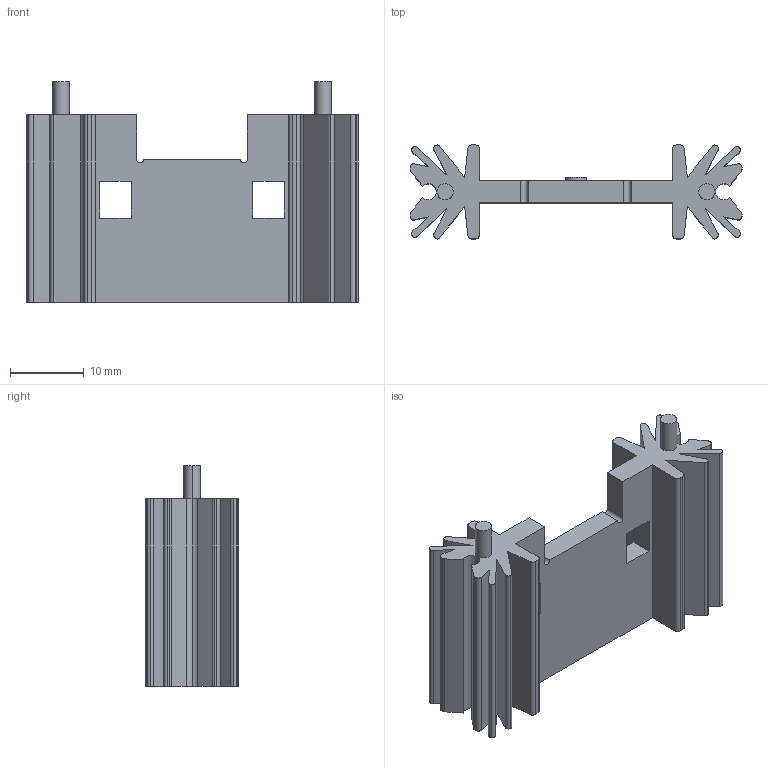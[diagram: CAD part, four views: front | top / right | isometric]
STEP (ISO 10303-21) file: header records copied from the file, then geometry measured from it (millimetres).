
FILE_DESCRIPTION (( 'STEP AP214' ), '1' );
FILE_NAME ('RS221-2097.STEP', '2017-12-04T13:42:21', ( 'MonRSI' ), ( 'Microsoft' ), 'SwSTEP 2.0', 'SolidWorks 2017', '' );
FILE_SCHEMA (( 'AUTOMOTIVE_DESIGN' ));
Length unit declared in the file: millimetre
Products named in the file (1): RS221-2097
Bounding box: 45 x 12.7 x 29.9 mm (x, y, z)
Volume: 5564.1 mm3; surface area: 5743.8 mm2
Topology: 1 solids, 1 shells, 106 faces, 303 edges, 202 vertices
Faces by surface type: plane 59, cylinder 47
Entity records: 3523 total; most frequent: CARTESIAN_POINT 612, DIRECTION 611, ORIENTED_EDGE 606, EDGE_CURVE 303, LINE 209, VECTOR 209, VERTEX_POINT 202, AXIS2_PLACEMENT_3D 201
